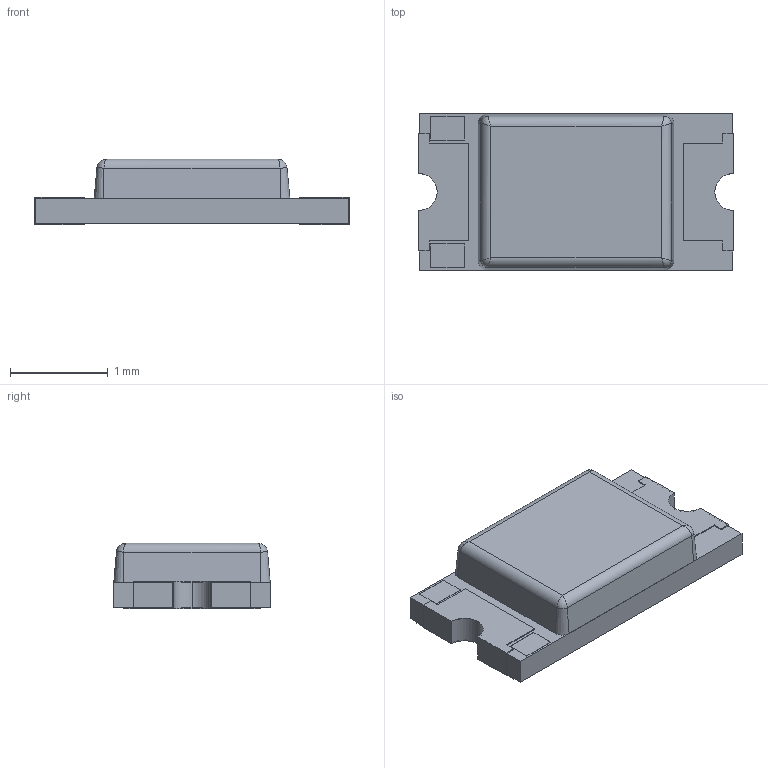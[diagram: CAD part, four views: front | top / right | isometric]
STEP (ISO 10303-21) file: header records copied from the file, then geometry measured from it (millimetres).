
FILE_DESCRIPTION (( 'STEP AP214' ), '1' );
FILE_NAME ('LED1206-RD_WHITE.STEP', '2021-09-04T07:01:37', ( '' ), ( '' ), 'SwSTEP 2.0', 'SolidWorks 2018', '' );
FILE_SCHEMA (( 'AUTOMOTIVE_DESIGN' ));
Length unit declared in the file: millimetre
Products named in the file (1): LED1206-RD_WHITE
Bounding box: 3.22 x 1.6 x 0.67 mm (x, y, z)
Volume: 2.6 mm3; surface area: 27.8 mm2
Topology: 4 solids, 4 shells, 151 faces, 387 edges, 250 vertices
Faces by surface type: plane 114, bspline 18, cylinder 15, cone 4
Entity records: 7744 total; most frequent: CARTESIAN_POINT 2519, ORIENTED_EDGE 766, DIRECTION 637, EDGE_CURVE 383, VECTOR 317, LINE 317, VERTEX_POINT 250, EDGE_LOOP 161
